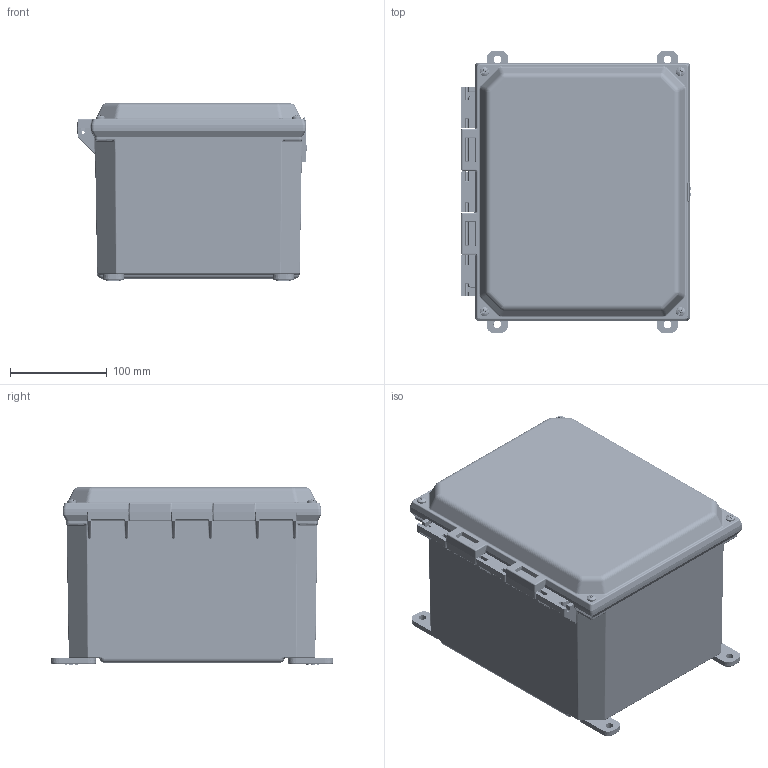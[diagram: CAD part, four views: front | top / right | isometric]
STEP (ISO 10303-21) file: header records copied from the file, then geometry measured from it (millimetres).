
FILE_DESCRIPTION (( 'STEP AP203' ), '1' );
FILE_NAME ('AMP1086.step', '2017-01-25T19:03:57', ( '' ), ( '' ), 'SwSTEP 2.0', 'SolidWorks 2016', '' );
FILE_SCHEMA (( 'CONFIG_CONTROL_DESIGN' ));
Length unit declared in the file: inch
Products named in the file (15): 2317200; 55-1032516_PreviewCfg; WGP1084C; 2381001; WP1086B_box; 55-103212316; 70-60250; 55-103275316_PreviewCfg; WP1086BI12; 70-006ORING; AMP1086; 2317001_Gray Polycarbonate; WP1084C; 2317001_WP1084C FIP Gasket Profile; 70-60822PC-1
Assembly tree (40 placements, depth 4):
  AMP1086
    70-60822PC-1
    55-1032516_PreviewCfg  x4
    2381001  x4
    55-103212316  x4
    55-103275316_PreviewCfg  x4
    70-006ORING  x4
    WGP1084C
      WP1084C
        2317001_Gray Polycarbonate
      2317200
        2317001_WP1084C FIP Gasket Profile
    WP1086BI12
      WP1086B_box
      70-60250  x12
Bounding box: 236.74 x 291.28 x 183.06 mm (x, y, z)
Volume: 1529881.6 mm3; surface area: 862631.4 mm2
Topology: 37 solids, 37 shells, 7302 faces, 18786 edges, 11861 vertices
Faces by surface type: plane 2830, cylinder 1567, bspline 1432, cone 1054, torus 244, sphere 175
Entity records: 210008 total; most frequent: CARTESIAN_POINT 93505, ORIENTED_EDGE 25918, DIRECTION 20295, EDGE_CURVE 12959, VERTEX_POINT 8172, LINE 7411, VECTOR 7411, AXIS2_PLACEMENT_3D 6442
